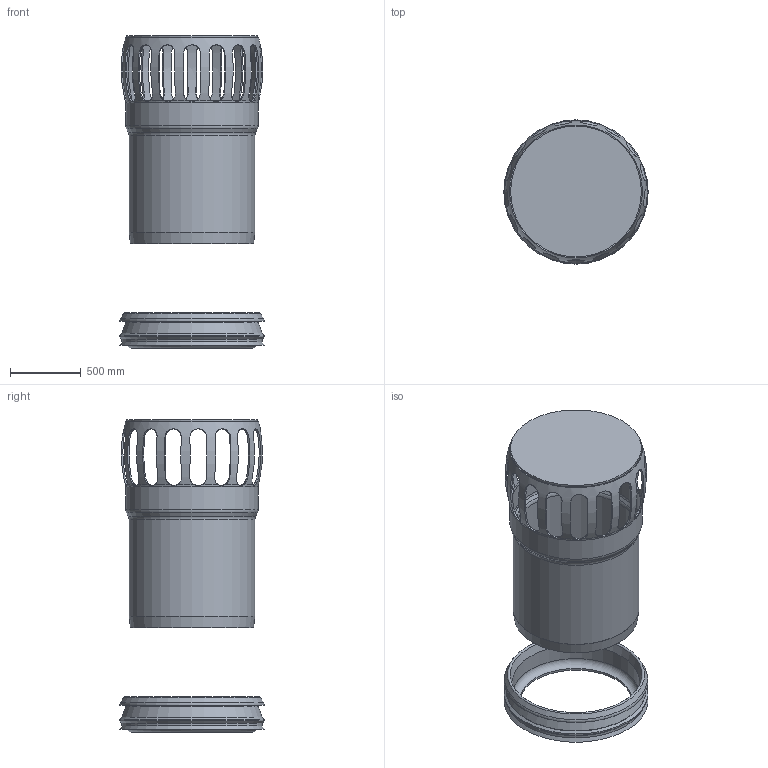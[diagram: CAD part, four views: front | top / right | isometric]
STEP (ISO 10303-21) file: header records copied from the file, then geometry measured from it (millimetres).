
FILE_DESCRIPTION(/* description */ (''),/* implementation_level */ '2;1');
FILE_NAME(/* name */ '12026.080X_3D.stp',/* time_stamp */ '2025-11-18T07:47:47+01:00',/* author */ ('c.rudolph'),/* organization */ (''),/* preprocessor_version */ 'ST-DEVELOPER v20.1',/* originating_system */ 'AutoCAD Mechanical',/* authorisation */ '');
FILE_SCHEMA (('AUTOMOTIVE_DESIGN { 1 0 10303 214 3 1 1 }'));
Length unit declared in the file: centimetre
Products named in the file (2): Product; *S0
Assembly tree (1 placements, depth 2):
  Product
    *S0
Bounding box: 1020 x 1020 x 2210 mm (x, y, z)
Volume: 80992109.2 mm3; surface area: 10650427.9 mm2
Topology: 3 solids, 3 shells, 113 faces, 416 edges, 277 vertices
Faces by surface type: cylinder 45, plane 40, torus 13, cone 13, bspline 2
Full cylindrical faces by diameter (mm): 800 x1, 866 x1, 890 x1, 900 x1, 914 x1, 925 x1, 938 x1, 990 x2, 1020 x2
Entity records: 7931 total; most frequent: CARTESIAN_POINT 4596, ORIENTED_EDGE 828, DIRECTION 546, EDGE_CURVE 414, VERTEX_POINT 273, AXIS2_PLACEMENT_3D 226, B_SPLINE_CURVE_WITH_KNOTS 208, EDGE_LOOP 117
